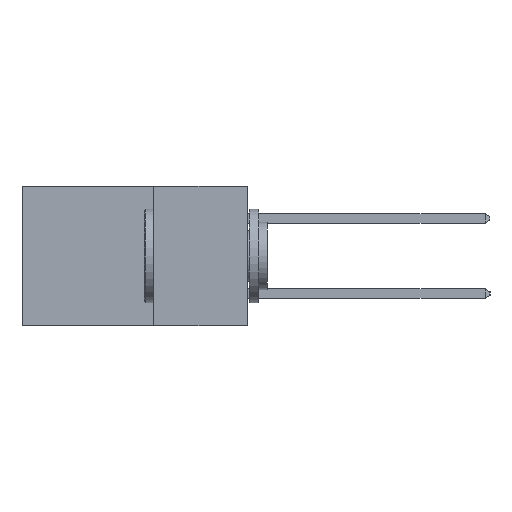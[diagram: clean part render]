
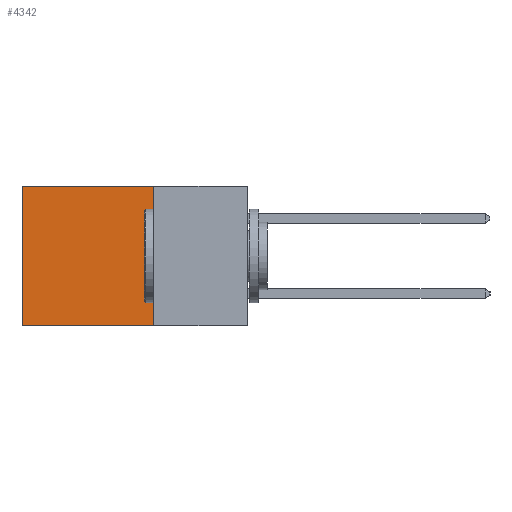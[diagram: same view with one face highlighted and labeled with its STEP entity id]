
A CAD part, left-side view. The second image highlights one B-rep face of the part: STEP entity #4342.
In plain terms, the highlighted planar face has unit normal (-1, 0, 0).
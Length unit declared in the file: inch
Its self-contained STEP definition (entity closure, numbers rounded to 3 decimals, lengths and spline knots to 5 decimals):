
#21 = EDGE_CURVE ( 'NONE', #7784, #4020, #9576, .T. ) ;
#285 = VECTOR ( 'NONE', #4657, 39.37008 ) ;
#909 = ORIENTED_EDGE ( 'NONE', *, *, #21, .F. ) ;
#975 = AXIS2_PLACEMENT_3D ( 'NONE', #2961, #6649, #2232 ) ;
#1375 = CARTESIAN_POINT ( 'NONE',  ( 0.2615, 0.6, -0.37 ) ) ;
#1587 = VERTEX_POINT ( 'NONE', #1979 ) ;
#1612 = EDGE_CURVE ( 'NONE', #4020, #4852, #4783, .T. ) ;
#1979 = CARTESIAN_POINT ( 'NONE',  ( 0.2615, 0.6, 0. ) ) ;
#2132 = DIRECTION ( 'NONE',  ( 0., 0., -1. ) ) ;
#2232 = DIRECTION ( 'NONE',  ( 0., 0., -1. ) ) ;
#2249 = VECTOR ( 'NONE', #2132, 39.37008 ) ;
#2533 = LINE ( 'NONE', #9569, #285 ) ;
#2654 = CARTESIAN_POINT ( 'NONE',  ( 0.2615, 0.6, -0.37 ) ) ;
#2758 = ORIENTED_EDGE ( 'NONE', *, *, #8145, .T. ) ;
#2961 = CARTESIAN_POINT ( 'NONE',  ( 0.2615, 0.25, -0.37 ) ) ;
#2998 = ORIENTED_EDGE ( 'NONE', *, *, #3174, .T. ) ;
#3174 = EDGE_CURVE ( 'NONE', #7784, #1587, #2533, .T. ) ;
#4020 = VERTEX_POINT ( 'NONE', #8165 ) ;
#4254 = LINE ( 'NONE', #1375, #2249 ) ;
#4270 = DIRECTION ( 'NONE',  ( 0., 1., 0. ) ) ;
#4342 = ADVANCED_FACE ( 'NONE', ( #8999 ), #5181, .F. ) ;
#4657 = DIRECTION ( 'NONE',  ( 0., 1., 0. ) ) ;
#4783 = LINE ( 'NONE', #9253, #6477 ) ;
#4852 = VERTEX_POINT ( 'NONE', #2654 ) ;
#4883 = CARTESIAN_POINT ( 'NONE',  ( 0.2615, 0.25, 0. ) ) ;
#5181 = PLANE ( 'NONE',  #975 ) ;
#5484 = CARTESIAN_POINT ( 'NONE',  ( 0.2615, 0.25, -0.37 ) ) ;
#5874 = EDGE_LOOP ( 'NONE', ( #2758, #6667, #909, #2998 ) ) ;
#6477 = VECTOR ( 'NONE', #4270, 39.37008 ) ;
#6649 = DIRECTION ( 'NONE',  ( 1., 0., 0. ) ) ;
#6667 = ORIENTED_EDGE ( 'NONE', *, *, #1612, .F. ) ;
#7536 = VECTOR ( 'NONE', #7921, 39.37008 ) ;
#7784 = VERTEX_POINT ( 'NONE', #4883 ) ;
#7921 = DIRECTION ( 'NONE',  ( 0., 0., -1. ) ) ;
#8145 = EDGE_CURVE ( 'NONE', #1587, #4852, #4254, .T. ) ;
#8165 = CARTESIAN_POINT ( 'NONE',  ( 0.2615, 0.25, -0.37 ) ) ;
#8999 = FACE_OUTER_BOUND ( 'NONE', #5874, .T. ) ;
#9253 = CARTESIAN_POINT ( 'NONE',  ( 0.2615, 0.25, -0.37 ) ) ;
#9569 = CARTESIAN_POINT ( 'NONE',  ( 0.2615, 0.25, 0. ) ) ;
#9576 = LINE ( 'NONE', #5484, #7536 ) ;
